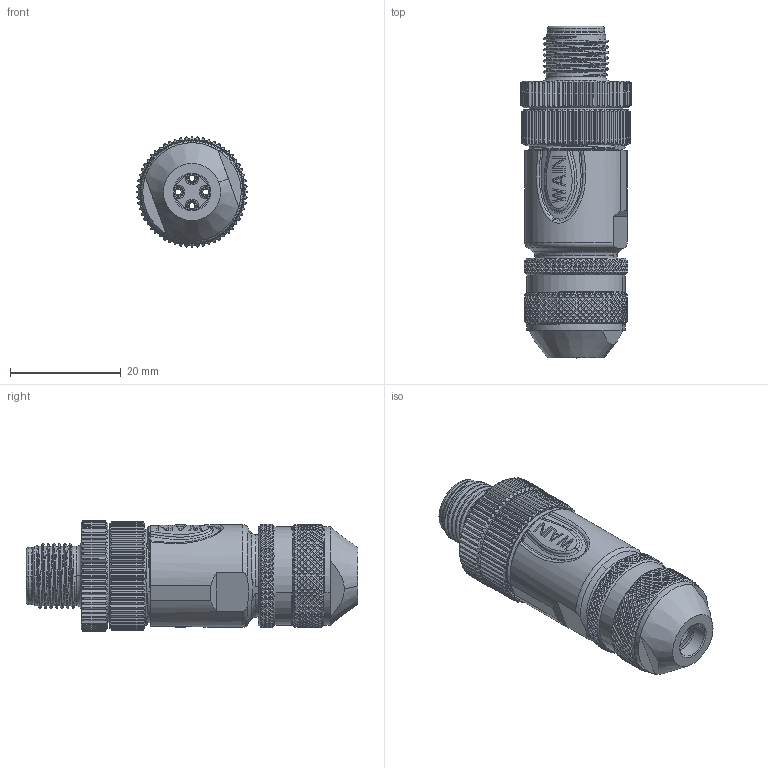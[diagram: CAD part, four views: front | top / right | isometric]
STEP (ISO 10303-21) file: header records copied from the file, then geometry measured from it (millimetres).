
FILE_DESCRIPTION((''),'2;1');
FILE_NAME('M12-M04D-T-D4-6_ASM_1_SW0002','2019-02-22T',('tc.chen'),(''),'PRO/ENGINEER BY PARAMETRIC TECHNOLOGY CORPORATION, 2012480','PRO/ENGINEER BY PARAMETRIC TECHNOLOGY CORPORATION, 2012480','');
FILE_SCHEMA(('AUTOMOTIVE_DESIGN { 1 0 10303 214 1 1 1 1 }'));
Length unit declared in the file: millimetre
Products named in the file (1): M12-M04D-T-D4-6_ASM_1_SW0002
Bounding box: 20 x 60 x 20 mm (x, y, z)
Volume: 8855.9 mm3; surface area: 13930.7 mm2
Topology: 1 solids, 1 shells, 6173 faces, 14516 edges, 8352 vertices
Faces by surface type: bspline 3698, cylinder 1360, plane 610, cone 340, extrusion 95, torus 58, sphere 12
Entity records: 330842 total; most frequent: CARTESIAN_POINT 180357, ORIENTED_EDGE 29008, EDGE_CURVE 14504, B_SPLINE_CURVE_WITH_KNOTS 11167, DIRECTION 9712, VERTEX_POINT 8352, PRESENTATION_STYLE_ASSIGNMENT 6268, STYLED_ITEM 6268
